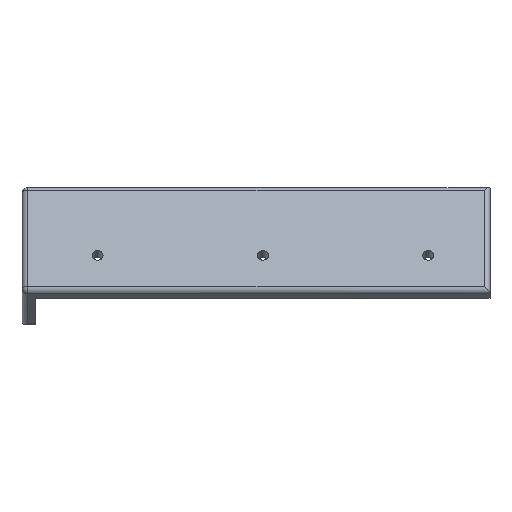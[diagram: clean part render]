
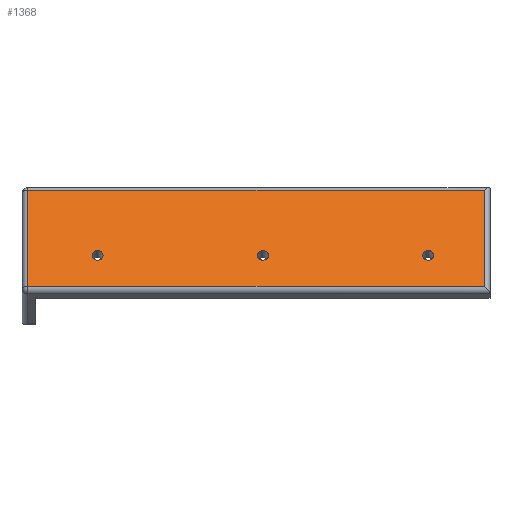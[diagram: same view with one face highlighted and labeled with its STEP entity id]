
A CAD part, top view. The second image highlights one B-rep face of the part: STEP entity #1368.
In plain terms, the highlighted planar face has unit normal (0, 0.5, 0.866).
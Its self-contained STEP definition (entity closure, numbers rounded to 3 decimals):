
#14 = CARTESIAN_POINT ( 'NONE',  ( -60., -17.432, 77.963 ) ) ;
#21 = DIRECTION ( 'NONE',  ( 0., 0.5, 0.866 ) ) ;
#32 = CARTESIAN_POINT ( 'NONE',  ( -60., -20.87, 79.948 ) ) ;
#58 = ORIENTED_EDGE ( 'NONE', *, *, #1719, .T. ) ;
#103 = DIRECTION ( 'NONE',  ( 0., -0.866, 0.5 ) ) ;
#113 = ORIENTED_EDGE ( 'NONE', *, *, #784, .F. ) ;
#130 = AXIS2_PLACEMENT_3D ( 'NONE', #729, #2133, #1144 ) ;
#162 = DIRECTION ( 'NONE',  ( 0., -0.866, 0.5 ) ) ;
#224 = EDGE_CURVE ( 'NONE', #1275, #582, #717, .T. ) ;
#245 = ORIENTED_EDGE ( 'NONE', *, *, #2037, .T. ) ;
#286 = VERTEX_POINT ( 'NONE', #1716 ) ;
#305 = VERTEX_POINT ( 'NONE', #1507 ) ;
#321 = CARTESIAN_POINT ( 'NONE',  ( 80.45, 6.25, 64.29 ) ) ;
#354 = CARTESIAN_POINT ( 'NONE',  ( -85.45, 4.518, 65.29 ) ) ;
#574 = DIRECTION ( 'NONE',  ( 0., -0.866, 0.5 ) ) ;
#582 = VERTEX_POINT ( 'NONE', #32 ) ;
#623 = EDGE_CURVE ( 'NONE', #582, #1275, #2312, .T. ) ;
#629 = DIRECTION ( 'NONE',  ( 0., -0.866, 0.5 ) ) ;
#677 = DIRECTION ( 'NONE',  ( 1., 0., 0. ) ) ;
#688 = ORIENTED_EDGE ( 'NONE', *, *, #2398, .F. ) ;
#717 = CIRCLE ( 'NONE', #1521, 1.985 ) ;
#729 = CARTESIAN_POINT ( 'NONE',  ( -82.45, 6.25, 64.29 ) ) ;
#731 = ORIENTED_EDGE ( 'NONE', *, *, #623, .F. ) ;
#784 = EDGE_CURVE ( 'NONE', #1789, #305, #1501, .T. ) ;
#811 = EDGE_CURVE ( 'NONE', #305, #1789, #2148, .T. ) ;
#814 = VERTEX_POINT ( 'NONE', #1014 ) ;
#840 = DIRECTION ( 'NONE',  ( 0., -0.866, 0.5 ) ) ;
#858 = CARTESIAN_POINT ( 'NONE',  ( 60., -19.151, 78.955 ) ) ;
#896 = EDGE_LOOP ( 'NONE', ( #2131, #245, #58, #2514 ) ) ;
#982 = AXIS2_PLACEMENT_3D ( 'NONE', #2464, #2036, #1306 ) ;
#1014 = CARTESIAN_POINT ( 'NONE',  ( 60., -20.87, 79.948 ) ) ;
#1075 = CARTESIAN_POINT ( 'NONE',  ( -82.45, 4.518, 65.29 ) ) ;
#1126 = CIRCLE ( 'NONE', #1938, 1.985 ) ;
#1144 = DIRECTION ( 'NONE',  ( 0., -0.866, 0.5 ) ) ;
#1236 = DIRECTION ( 'NONE',  ( 0., 0.5, 0.866 ) ) ;
#1239 = CARTESIAN_POINT ( 'NONE',  ( -85.45, -30.409, 85.455 ) ) ;
#1275 = VERTEX_POINT ( 'NONE', #14 ) ;
#1278 = EDGE_LOOP ( 'NONE', ( #731, #1859 ) ) ;
#1306 = DIRECTION ( 'NONE',  ( 0., -0.866, 0.5 ) ) ;
#1318 = FACE_BOUND ( 'NONE', #1278, .T. ) ;
#1322 = LINE ( 'NONE', #2137, #1336 ) ;
#1336 = VECTOR ( 'NONE', #103, 1000. ) ;
#1368 = ADVANCED_FACE ( 'NONE', ( #1318, #1936, #2333, #2558 ), #2573, .T. ) ;
#1369 = LINE ( 'NONE', #321, #2228 ) ;
#1370 = VECTOR ( 'NONE', #1878, 1000. ) ;
#1395 = CARTESIAN_POINT ( 'NONE',  ( 0., -19.151, 78.955 ) ) ;
#1416 = DIRECTION ( 'NONE',  ( 0., 0.5, 0.866 ) ) ;
#1419 = CARTESIAN_POINT ( 'NONE',  ( 0., -19.151, 78.955 ) ) ;
#1479 = EDGE_LOOP ( 'NONE', ( #688, #2392 ) ) ;
#1501 = CIRCLE ( 'NONE', #1584, 1.985 ) ;
#1503 = EDGE_LOOP ( 'NONE', ( #2065, #113 ) ) ;
#1507 = CARTESIAN_POINT ( 'NONE',  ( 0., -20.87, 79.948 ) ) ;
#1521 = AXIS2_PLACEMENT_3D ( 'NONE', #1853, #21, #840 ) ;
#1555 = VERTEX_POINT ( 'NONE', #354 ) ;
#1584 = AXIS2_PLACEMENT_3D ( 'NONE', #1419, #1236, #162 ) ;
#1608 = VERTEX_POINT ( 'NONE', #2071 ) ;
#1616 = CARTESIAN_POINT ( 'NONE',  ( 60., -19.151, 78.955 ) ) ;
#1651 = LINE ( 'NONE', #1075, #1370 ) ;
#1681 = DIRECTION ( 'NONE',  ( 0., 0.5, 0.866 ) ) ;
#1683 = CIRCLE ( 'NONE', #2399, 1.985 ) ;
#1686 = LINE ( 'NONE', #1699, #2480 ) ;
#1699 = CARTESIAN_POINT ( 'NONE',  ( 82.45, -30.409, 85.455 ) ) ;
#1716 = CARTESIAN_POINT ( 'NONE',  ( 80.45, -30.409, 85.455 ) ) ;
#1719 = EDGE_CURVE ( 'NONE', #1608, #1555, #1651, .T. ) ;
#1767 = EDGE_CURVE ( 'NONE', #2467, #286, #1686, .T. ) ;
#1789 = VERTEX_POINT ( 'NONE', #1884 ) ;
#1853 = CARTESIAN_POINT ( 'NONE',  ( -60., -19.151, 78.955 ) ) ;
#1859 = ORIENTED_EDGE ( 'NONE', *, *, #224, .F. ) ;
#1878 = DIRECTION ( 'NONE',  ( -1., 0., 0. ) ) ;
#1884 = CARTESIAN_POINT ( 'NONE',  ( 0., -17.432, 77.963 ) ) ;
#1936 = FACE_BOUND ( 'NONE', #1503, .T. ) ;
#1938 = AXIS2_PLACEMENT_3D ( 'NONE', #1616, #1416, #629 ) ;
#1985 = EDGE_CURVE ( 'NONE', #1555, #2467, #1322, .T. ) ;
#2036 = DIRECTION ( 'NONE',  ( 0., 0.5, 0.866 ) ) ;
#2037 = EDGE_CURVE ( 'NONE', #286, #1608, #1369, .T. ) ;
#2065 = ORIENTED_EDGE ( 'NONE', *, *, #811, .F. ) ;
#2071 = CARTESIAN_POINT ( 'NONE',  ( 80.45, 4.518, 65.29 ) ) ;
#2131 = ORIENTED_EDGE ( 'NONE', *, *, #1767, .T. ) ;
#2133 = DIRECTION ( 'NONE',  ( 0., 0.5, 0.866 ) ) ;
#2137 = CARTESIAN_POINT ( 'NONE',  ( -85.45, 6.25, 64.29 ) ) ;
#2148 = CIRCLE ( 'NONE', #2224, 1.985 ) ;
#2160 = VERTEX_POINT ( 'NONE', #2597 ) ;
#2178 = DIRECTION ( 'NONE',  ( 0., 0.866, -0.5 ) ) ;
#2189 = EDGE_CURVE ( 'NONE', #2160, #814, #1126, .T. ) ;
#2224 = AXIS2_PLACEMENT_3D ( 'NONE', #1395, #2401, #574 ) ;
#2228 = VECTOR ( 'NONE', #2178, 1000. ) ;
#2302 = DIRECTION ( 'NONE',  ( 0., -0.866, 0.5 ) ) ;
#2312 = CIRCLE ( 'NONE', #982, 1.985 ) ;
#2333 = FACE_BOUND ( 'NONE', #1479, .T. ) ;
#2392 = ORIENTED_EDGE ( 'NONE', *, *, #2189, .F. ) ;
#2398 = EDGE_CURVE ( 'NONE', #814, #2160, #1683, .T. ) ;
#2399 = AXIS2_PLACEMENT_3D ( 'NONE', #858, #1681, #2302 ) ;
#2401 = DIRECTION ( 'NONE',  ( 0., 0.5, 0.866 ) ) ;
#2464 = CARTESIAN_POINT ( 'NONE',  ( -60., -19.151, 78.955 ) ) ;
#2467 = VERTEX_POINT ( 'NONE', #1239 ) ;
#2480 = VECTOR ( 'NONE', #677, 1000. ) ;
#2514 = ORIENTED_EDGE ( 'NONE', *, *, #1985, .T. ) ;
#2558 = FACE_OUTER_BOUND ( 'NONE', #896, .T. ) ;
#2573 = PLANE ( 'NONE',  #130 ) ;
#2597 = CARTESIAN_POINT ( 'NONE',  ( 60., -17.432, 77.963 ) ) ;
